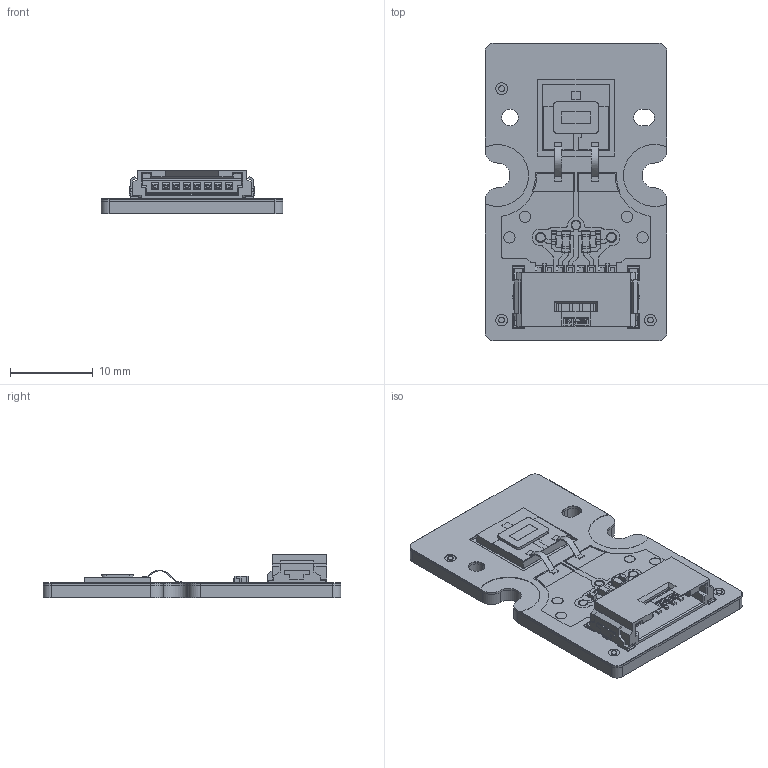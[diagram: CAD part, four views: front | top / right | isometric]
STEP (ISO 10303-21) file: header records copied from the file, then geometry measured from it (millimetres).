
FILE_DESCRIPTION (( 'STEP AP214' ), '1' );
FILE_NAME ('仦HL儌僕儏乕儖3D(Confidential).STEP', '2019-06-20T01:29:02', ( 'User' ), ( 'Microsoft' ), 'SwSTEP 2.0', 'SolidWorks 2014', '' );
FILE_SCHEMA (( 'AUTOMOTIVE_DESIGN' ));
Length unit declared in the file: millimetre
Products named in the file (24): Part3_1; Part5; Part11_1; Part2_1; Part4; Part8_2; Part10_1; Part1_1; Part3; Part8_1; Part10_2; Part13; Part2; Part6; Part9_2; Part12_2; Part1; Part5_1; Part9_1; Part12_1; Part4_1; Part7; Part11_2; 仦HL儌僕儏乕儖3D(Confidential)
Assembly tree (23 placements, depth 3):
  仦HL儌僕儏乕儖3D(Confidential)
    Part1
    Part2
    Part3
    Part4
    Part5
    Part7
    Part9_1
    Part9_2
    Part10_2
    Part10_1
    Part11_1
    Part11_2
    Part12_1
    Part12_2
    Part13
    Part6
      Part1_1
      Part2_1
      Part3_1
      Part4_1
      Part5_1
    Part8_1
    Part8_2
Bounding box: 22 x 36 x 5.32 mm (x, y, z)
Volume: 1675.1 mm3; surface area: 5841.3 mm2
Topology: 49 solids, 49 shells, 1634 faces, 4478 edges, 2968 vertices
Faces by surface type: plane 1277, cylinder 345, cone 8, bspline 4
Entity records: 57268 total; most frequent: CARTESIAN_POINT 9205, ORIENTED_EDGE 8956, DIRECTION 8487, EDGE_CURVE 4478, LINE 3763, VECTOR 3763, VERTEX_POINT 2968, AXIS2_PLACEMENT_3D 2362
